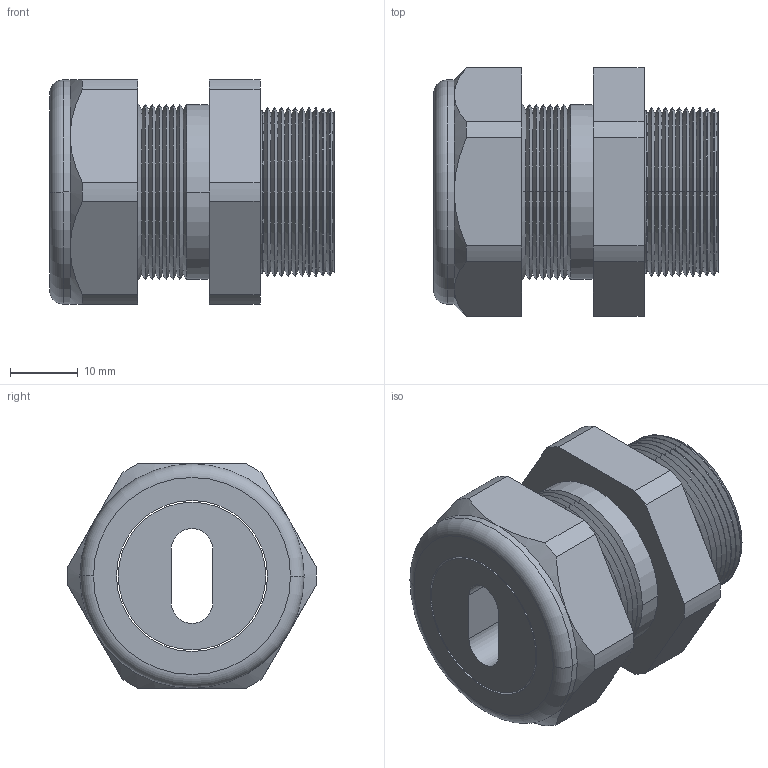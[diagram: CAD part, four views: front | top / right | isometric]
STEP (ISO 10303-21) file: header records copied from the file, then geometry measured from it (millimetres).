
FILE_DESCRIPTION (( 'STEP AP203' ), '1' );
FILE_NAME ('CD25MS-01.STEP', '2010-04-13T17:12:17', ( 'Owner' ), ( '' ), 'SwSTEP 2.0', 'SolidWorks 2008', '' );
FILE_SCHEMA (( 'CONFIG_CONTROL_DESIGN' ));
Length unit declared in the file: inch
Products named in the file (1): CD25MS-01
Bounding box: 41.91 x 36.64 x 33.02 mm (x, y, z)
Volume: 15644.1 mm3; surface area: 11637.4 mm2
Topology: 2 solids, 2 shells, 139 faces, 328 edges, 196 vertices
Faces by surface type: cone 92, plane 21, cylinder 20, torus 6
Entity records: 4141 total; most frequent: DIRECTION 770, CARTESIAN_POINT 752, ORIENTED_EDGE 656, EDGE_CURVE 328, AXIS2_PLACEMENT_3D 314, VERTEX_POINT 196, CIRCLE 174, EDGE_LOOP 146
